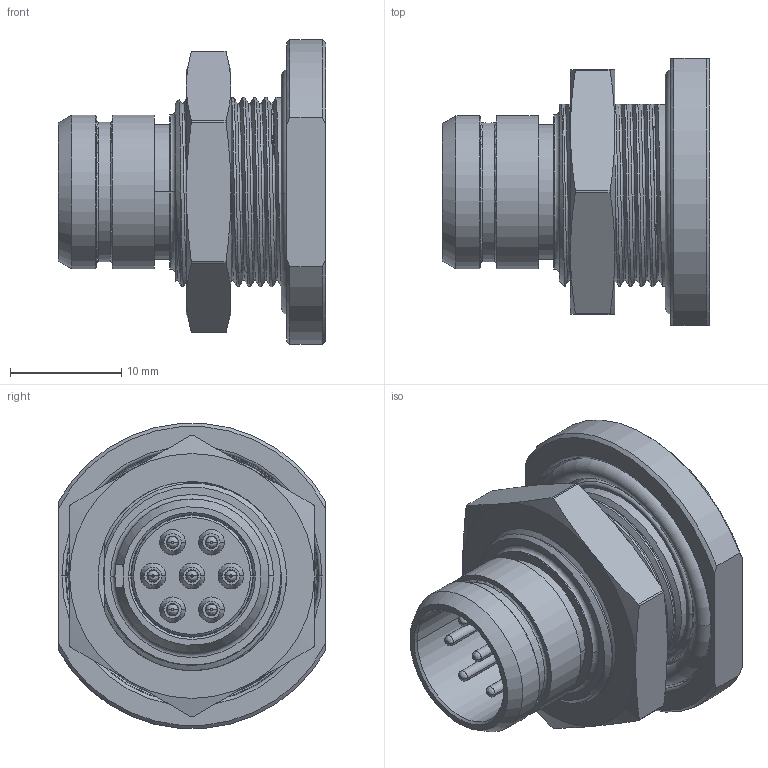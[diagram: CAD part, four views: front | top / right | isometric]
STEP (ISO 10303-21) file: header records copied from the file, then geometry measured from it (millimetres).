
FILE_DESCRIPTION((''),'2;1');
FILE_NAME('1332EV107MS','2018-02-05T16:50:48',('laurentbigonski'),('NET AG system integration'),'CREO PARAMETRIC BY PTC INC, 2017260','CREO PARAMETRIC BY PTC INC, 2017260','');
FILE_SCHEMA(('AUTOMOTIVE_DESIGN { 1 0 10303 214 1 1 1 1 }'));
Products named in the file (1): 1332EV107MS
Bounding box: 24 x 24 x 27.41 mm (x, y, z)
Volume: 4598.4 mm3; surface area: 7434.2 mm2
Topology: 2 solids, 5 shells, 1092 faces, 2863 edges, 1811 vertices
Faces by surface type: cylinder 409, plane 353, cone 136, bspline 101, torus 93
Entity records: 51379 total; most frequent: CARTESIAN_POINT 18355, ORIENTED_EDGE 5698, DIRECTION 5171, EDGE_CURVE 2849, AXIS2_PLACEMENT_3D 2051, VERTEX_POINT 1811, EDGE_LOOP 1218, FACE_OUTER_BOUND 1092
